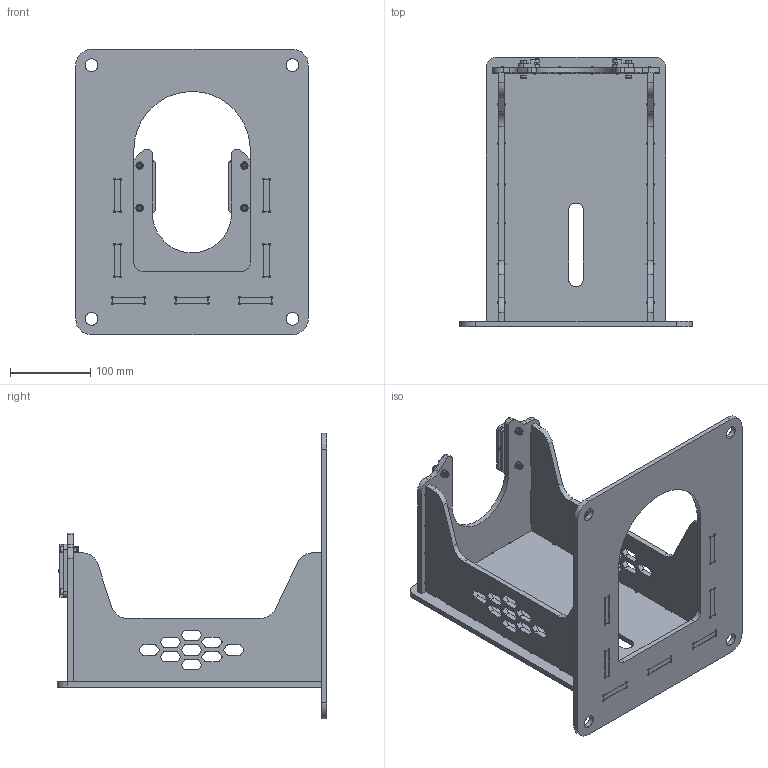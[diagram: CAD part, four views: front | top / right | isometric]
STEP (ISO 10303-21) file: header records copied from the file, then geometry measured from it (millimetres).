
FILE_DESCRIPTION(('FreeCAD Model'),'2;1');
FILE_NAME('Open CASCADE Shape Model','2025-04-27T04:27:42',('FreeCAD'),( 'FreeCAD'),'Open CASCADE STEP processor 7.6','FreeCAD','Unknown');
FILE_SCHEMA(('AUTOMOTIVE_DESIGN { 1 0 10303 214 1 1 1 1 }'));
Length unit declared in the file: millimetre
Products named in the file (1): Open CASCADE STEP translator 7.6 1
Bounding box: 289.6 x 335.67 x 355.42 mm (x, y, z)
Surface area: 523668.9 mm2 (no closed solid volume)
Topology: 0 solids, 49 shells, 755 faces, 2363 edges, 1592 vertices
Faces by surface type: bspline 755
Entity records: 26584 total; most frequent: CARTESIAN_POINT 13889, ORIENTED_EDGE 4242, EDGE_CURVE 2355, VERTEX_POINT 1592, B_SPLINE_CURVE_WITH_KNOTS 1529, FACE_BOUND 877, EDGE_LOOP 877, ADVANCED_FACE 755
